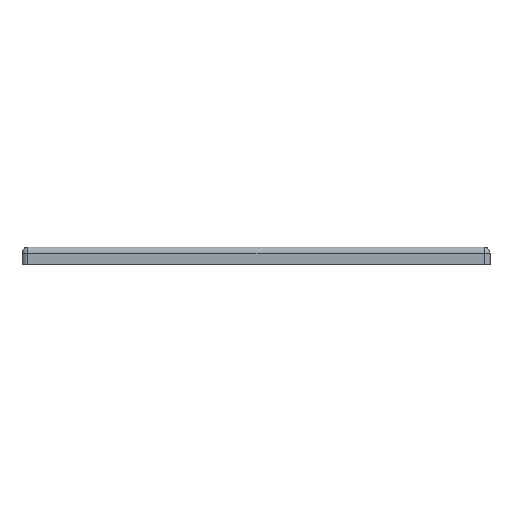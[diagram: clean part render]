
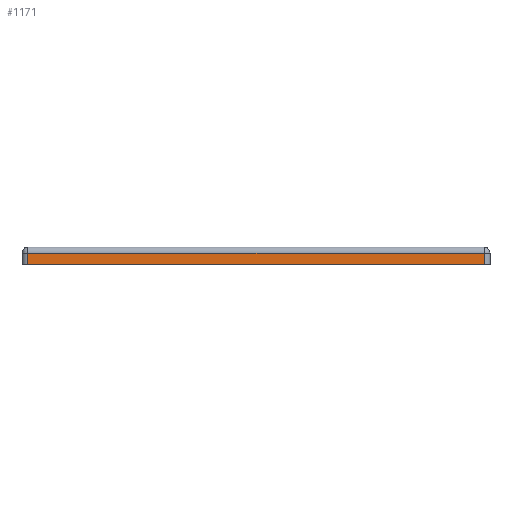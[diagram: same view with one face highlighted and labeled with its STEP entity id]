
A CAD part, front view. The second image highlights one B-rep face of the part: STEP entity #1171.
In plain terms, the highlighted planar face has unit normal (0, -1, 0).
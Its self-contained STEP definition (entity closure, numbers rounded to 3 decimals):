
#21 = CARTESIAN_POINT ( 'NONE',  ( -77., -79., 4. ) ) ;
#59 = LINE ( 'NONE', #1914, #820 ) ;
#61 = AXIS2_PLACEMENT_3D ( 'NONE', #1431, #604, #1861 ) ;
#77 = ORIENTED_EDGE ( 'NONE', *, *, #158, .T. ) ;
#104 = DIRECTION ( 'NONE',  ( 0., 0., -1. ) ) ;
#158 = EDGE_CURVE ( 'NONE', #311, #1685, #844, .T. ) ;
#299 = ORIENTED_EDGE ( 'NONE', *, *, #2494, .T. ) ;
#311 = VERTEX_POINT ( 'NONE', #2286 ) ;
#537 = ORIENTED_EDGE ( 'NONE', *, *, #1397, .T. ) ;
#551 = DIRECTION ( 'NONE',  ( 0., 0., -1. ) ) ;
#604 = DIRECTION ( 'NONE',  ( 0., 1., 0. ) ) ;
#634 = CARTESIAN_POINT ( 'NONE',  ( 77., -79., 4. ) ) ;
#635 = DIRECTION ( 'NONE',  ( 1., 0., 0. ) ) ;
#672 = EDGE_LOOP ( 'NONE', ( #2587, #299, #537, #77 ) ) ;
#820 = VECTOR ( 'NONE', #2119, 1000. ) ;
#844 = LINE ( 'NONE', #1667, #878 ) ;
#849 = VECTOR ( 'NONE', #104, 1000. ) ;
#878 = VECTOR ( 'NONE', #635, 1000. ) ;
#1171 = ADVANCED_FACE ( 'NONE', ( #1639 ), #2492, .F. ) ;
#1240 = VECTOR ( 'NONE', #551, 1000. ) ;
#1244 = VERTEX_POINT ( 'NONE', #634 ) ;
#1397 = EDGE_CURVE ( 'NONE', #2258, #311, #1962, .T. ) ;
#1431 = CARTESIAN_POINT ( 'NONE',  ( -77., -79., 6. ) ) ;
#1576 = LINE ( 'NONE', #2486, #1240 ) ;
#1639 = FACE_OUTER_BOUND ( 'NONE', #672, .T. ) ;
#1667 = CARTESIAN_POINT ( 'NONE',  ( -77., -79., 0. ) ) ;
#1685 = VERTEX_POINT ( 'NONE', #1812 ) ;
#1722 = EDGE_CURVE ( 'NONE', #1244, #1685, #1576, .T. ) ;
#1812 = CARTESIAN_POINT ( 'NONE',  ( 77., -79., 0. ) ) ;
#1861 = DIRECTION ( 'NONE',  ( 0., 0., 1. ) ) ;
#1914 = CARTESIAN_POINT ( 'NONE',  ( -77., -79., 4. ) ) ;
#1962 = LINE ( 'NONE', #1973, #849 ) ;
#1973 = CARTESIAN_POINT ( 'NONE',  ( -77., -79., 6. ) ) ;
#2119 = DIRECTION ( 'NONE',  ( -1., 0., 0. ) ) ;
#2258 = VERTEX_POINT ( 'NONE', #21 ) ;
#2286 = CARTESIAN_POINT ( 'NONE',  ( -77., -79., 0. ) ) ;
#2486 = CARTESIAN_POINT ( 'NONE',  ( 77., -79., 6. ) ) ;
#2492 = PLANE ( 'NONE',  #61 ) ;
#2494 = EDGE_CURVE ( 'NONE', #1244, #2258, #59, .T. ) ;
#2587 = ORIENTED_EDGE ( 'NONE', *, *, #1722, .F. ) ;
